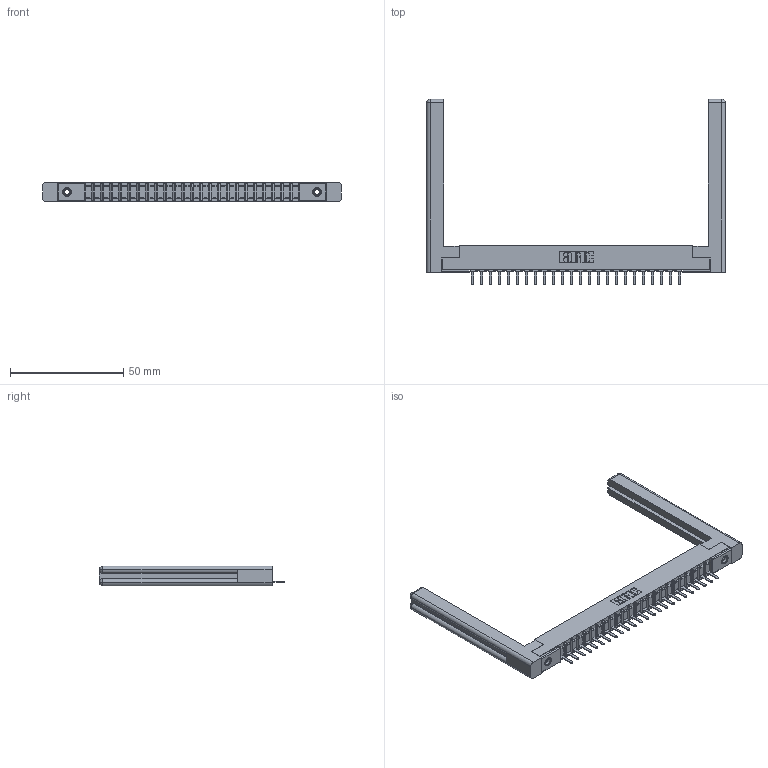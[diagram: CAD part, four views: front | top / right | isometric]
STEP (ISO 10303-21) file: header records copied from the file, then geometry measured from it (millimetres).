
FILE_DESCRIPTION (( 'STEP AP203' ), '1' );
FILE_NAME ('357-024-421-158.STEP', '2020-10-01T13:41:45', ( '' ), ( '' ), 'SwSTEP 2.0', 'SolidWorks 2020', '' );
FILE_SCHEMA (( 'CONFIG_CONTROL_DESIGN' ));
Length unit declared in the file: inch
Products named in the file (5): 307-290-002_521; 307 Part_.156 Dia Mounting Holes; 345-250-001_345-250-001-102; 357-024-421-158; 307-220-058
Assembly tree (29 placements, depth 2):
  357-024-421-158
    307 Part_.156 Dia Mounting Holes
    307-290-002_521  x24
    307-220-058  x2
    345-250-001_345-250-001-102  x2
Bounding box: 131.72 x 81.74 x 8.71 mm (x, y, z)
Volume: 16377 mm3; surface area: 20971.3 mm2
Topology: 29 solids, 29 shells, 2061 faces, 6245 edges, 4082 vertices
Faces by surface type: plane 1234, cylinder 753, sphere 50, torus 12, cone 12
Entity records: 26145 total; most frequent: CARTESIAN_POINT 4415, ORIENTED_EDGE 4344, DIRECTION 4258, EDGE_CURVE 2172, VECTOR 1652, LINE 1652, VERTEX_POINT 1406, AXIS2_PLACEMENT_3D 1303
